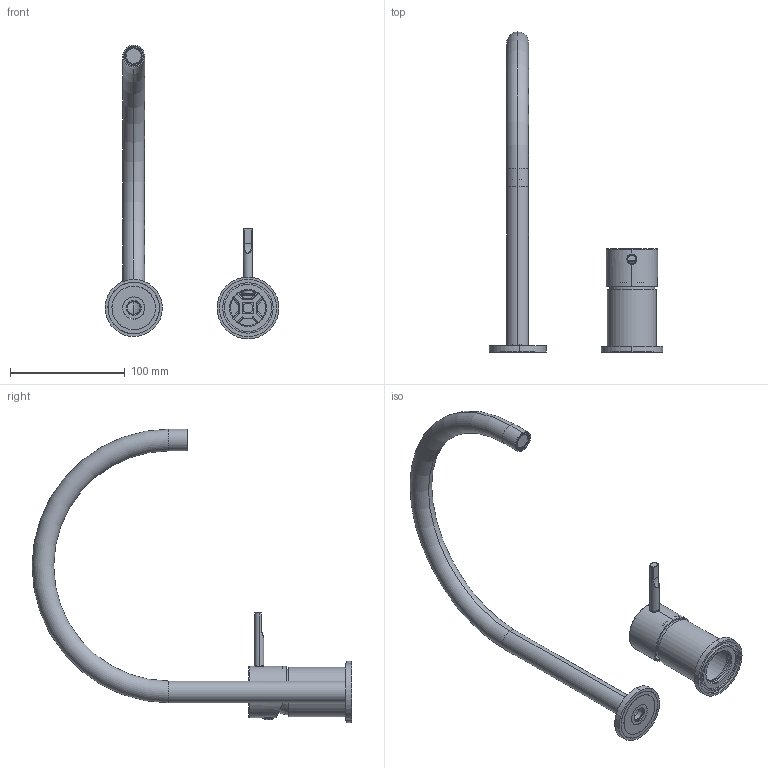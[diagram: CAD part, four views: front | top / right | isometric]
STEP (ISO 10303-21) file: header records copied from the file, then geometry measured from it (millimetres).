
FILE_DESCRIPTION (( 'STEP AP203' ), '1' );
FILE_NAME ('39AP11460.STEP', '2025-02-20T09:53:34', ( '' ), ( '' ), 'SwSTEP 2.0', 'SolidWorks 2021', '' );
FILE_SCHEMA (( 'CONFIG_CONTROL_DESIGN' ));
Length unit declared in the file: millimetre
Products named in the file (1): 39AP11460
Bounding box: 151.72 x 279.35 x 256.5 mm (x, y, z)
Volume: 77475.3 mm3; surface area: 102714.8 mm2
Topology: 11 solids, 11 shells, 357 faces, 835 edges, 505 vertices
Faces by surface type: cylinder 132, plane 103, bspline 38, torus 33, cone 26, sphere 25
Entity records: 13367 total; most frequent: CARTESIAN_POINT 5365, DIRECTION 1708, ORIENTED_EDGE 1642, EDGE_CURVE 821, AXIS2_PLACEMENT_3D 704, VERTEX_POINT 505, EDGE_LOOP 390, CIRCLE 384
